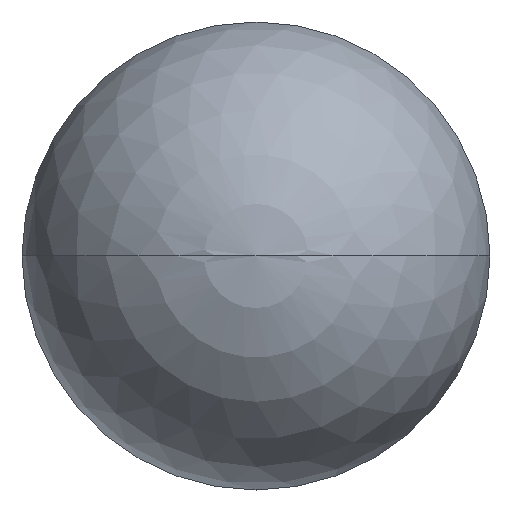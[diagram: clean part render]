
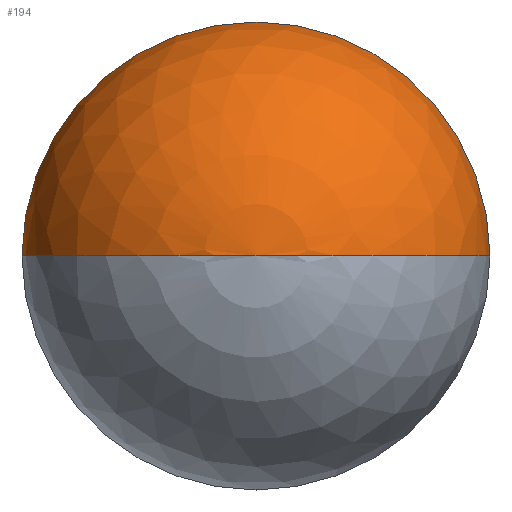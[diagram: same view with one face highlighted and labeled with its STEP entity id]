
A CAD part, left-side view. The second image highlights one B-rep face of the part: STEP entity #194.
In plain terms, the highlighted spherical face has radius 1.7 mm.
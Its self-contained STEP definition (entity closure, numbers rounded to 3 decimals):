
#166=VERTEX_POINT('',#402);
#194=ADVANCED_FACE('',(#434),#435,.T.);
#196=VERTEX_POINT('',#437);
#202=EDGE_CURVE('',#220,#196,#443,.T.);
#218=EDGE_CURVE('',#196,#166,#460,.T.);
#220=VERTEX_POINT('',#462);
#252=EDGE_CURVE('',#166,#220,#497,.T.);
#402=CARTESIAN_POINT('',(1.7,-1.7,0.));
#434=FACE_OUTER_BOUND('',#703,.T.);
#435=SPHERICAL_SURFACE('',#704,1.7);
#437=CARTESIAN_POINT('',(1.7,1.7,0.));
#443=CIRCLE('',#715,1.7);
#460=CIRCLE('',#736,1.7);
#462=CARTESIAN_POINT('',(0.,0.,0.));
#497=CIRCLE('',#783,1.7);
#703=EDGE_LOOP('',(#996,#997,#998));
#704=AXIS2_PLACEMENT_3D('',#999,#1000,#1001);
#715=AXIS2_PLACEMENT_3D('',#1008,#1009,#1010);
#736=AXIS2_PLACEMENT_3D('',#1027,#1028,#1029);
#783=AXIS2_PLACEMENT_3D('',#1080,#1081,#1082);
#996=ORIENTED_EDGE('',*,*,#202,.F.);
#997=ORIENTED_EDGE('',*,*,#252,.F.);
#998=ORIENTED_EDGE('',*,*,#218,.F.);
#999=CARTESIAN_POINT('',(1.7,0.,0.));
#1000=DIRECTION('',(1.0,0.,0.));
#1001=DIRECTION('',(0.,1.0,0.));
#1008=CARTESIAN_POINT('',(1.7,0.,0.));
#1009=DIRECTION('',(0.,0.,-1.0));
#1010=DIRECTION('',(0.0,-1.0,0.));
#1027=CARTESIAN_POINT('',(1.7,0.,0.));
#1028=DIRECTION('',(1.0,0.,0.));
#1029=DIRECTION('',(0.,1.0,0.));
#1080=CARTESIAN_POINT('',(1.7,0.,0.));
#1081=DIRECTION('',(0.,0.,-1.0));
#1082=DIRECTION('',(0.0,-1.0,0.));
